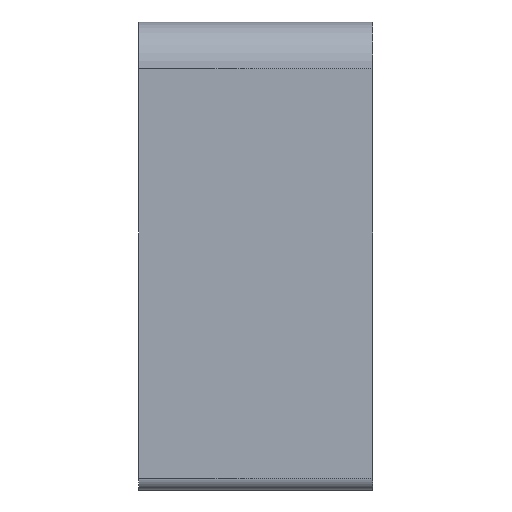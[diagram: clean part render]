
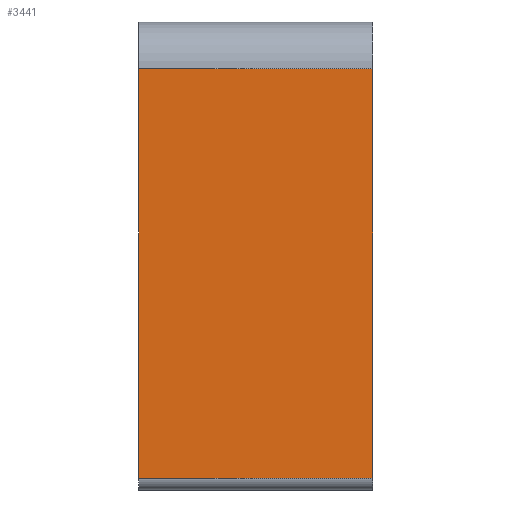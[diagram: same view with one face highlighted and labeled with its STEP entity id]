
A CAD part, left-side view. The second image highlights one B-rep face of the part: STEP entity #3441.
In plain terms, the highlighted planar face has unit normal (-1, 0, 0).
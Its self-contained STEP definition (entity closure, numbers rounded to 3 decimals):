
#554 = VECTOR ( 'NONE', #5040, 1000. ) ;
#668 = CARTESIAN_POINT ( 'NONE',  ( -20., 10., 16. ) ) ;
#745 = VECTOR ( 'NONE', #1885, 1000. ) ;
#843 = VECTOR ( 'NONE', #882, 1000. ) ;
#882 = DIRECTION ( 'NONE',  ( 0., 0., -1. ) ) ;
#1054 = CARTESIAN_POINT ( 'NONE',  ( -20., 10., -1.5 ) ) ;
#1144 = EDGE_CURVE ( 'NONE', #4563, #1393, #4159, .T. ) ;
#1295 = EDGE_CURVE ( 'NONE', #3135, #3034, #5846, .T. ) ;
#1393 = VERTEX_POINT ( 'NONE', #6032 ) ;
#1594 = CARTESIAN_POINT ( 'NONE',  ( -20., -10., -0.349 ) ) ;
#1743 = CARTESIAN_POINT ( 'NONE',  ( -20., -10., 16. ) ) ;
#1757 = ORIENTED_EDGE ( 'NONE', *, *, #1295, .F. ) ;
#1885 = DIRECTION ( 'NONE',  ( 0., -1., 0. ) ) ;
#1928 = LINE ( 'NONE', #668, #554 ) ;
#2003 = EDGE_CURVE ( 'NONE', #3135, #4563, #1928, .T. ) ;
#2033 = CARTESIAN_POINT ( 'NONE',  ( -20., 10., 16. ) ) ;
#2137 = VECTOR ( 'NONE', #2152, 1000. ) ;
#2152 = DIRECTION ( 'NONE',  ( 0., 0., -1. ) ) ;
#2157 = PLANE ( 'NONE',  #5396 ) ;
#2451 = CARTESIAN_POINT ( 'NONE',  ( -20., 10., -19. ) ) ;
#3034 = VERTEX_POINT ( 'NONE', #3339 ) ;
#3135 = VERTEX_POINT ( 'NONE', #1743 ) ;
#3339 = CARTESIAN_POINT ( 'NONE',  ( -20., -10., -19. ) ) ;
#3441 = ADVANCED_FACE ( 'NONE', ( #6043 ), #2157, .T. ) ;
#4159 = LINE ( 'NONE', #6236, #843 ) ;
#4401 = EDGE_LOOP ( 'NONE', ( #4734, #5224, #1757, #5874 ) ) ;
#4563 = VERTEX_POINT ( 'NONE', #2033 ) ;
#4734 = ORIENTED_EDGE ( 'NONE', *, *, #1144, .T. ) ;
#5040 = DIRECTION ( 'NONE',  ( 0., 1., 0. ) ) ;
#5224 = ORIENTED_EDGE ( 'NONE', *, *, #6239, .T. ) ;
#5396 = AXIS2_PLACEMENT_3D ( 'NONE', #1054, #6443, #6983 ) ;
#5846 = LINE ( 'NONE', #1594, #2137 ) ;
#5874 = ORIENTED_EDGE ( 'NONE', *, *, #2003, .T. ) ;
#6032 = CARTESIAN_POINT ( 'NONE',  ( -20., 10., -19. ) ) ;
#6043 = FACE_OUTER_BOUND ( 'NONE', #4401, .T. ) ;
#6236 = CARTESIAN_POINT ( 'NONE',  ( -20., 10., -1.5 ) ) ;
#6239 = EDGE_CURVE ( 'NONE', #1393, #3034, #7025, .T. ) ;
#6443 = DIRECTION ( 'NONE',  ( -1., 0., 0. ) ) ;
#6983 = DIRECTION ( 'NONE',  ( 0., 0., 1. ) ) ;
#7025 = LINE ( 'NONE', #2451, #745 ) ;
